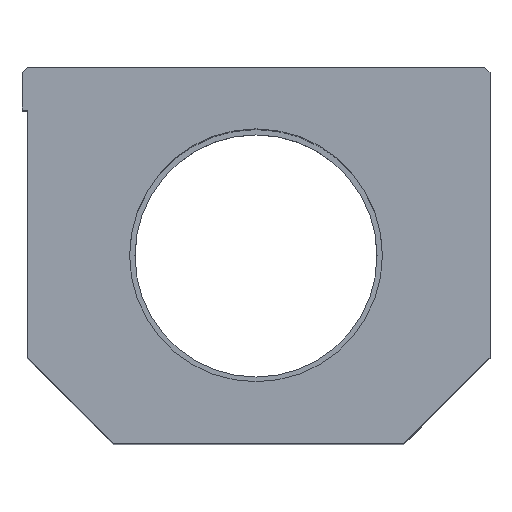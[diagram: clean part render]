
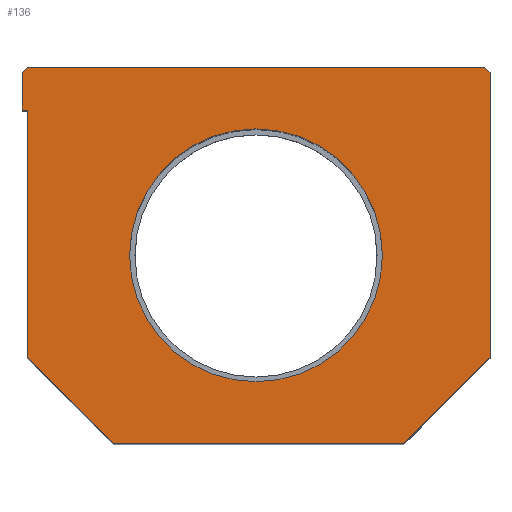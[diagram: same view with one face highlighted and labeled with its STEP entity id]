
A CAD part, top view. The second image highlights one B-rep face of the part: STEP entity #136.
In plain terms, the highlighted planar face has unit normal (0, 0, 1).
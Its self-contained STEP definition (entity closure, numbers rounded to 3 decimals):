
#136 = ADVANCED_FACE( '', ( #276, #277 ), #278, .T. );
#276 = FACE_BOUND( '', #419, .T. );
#277 = FACE_OUTER_BOUND( '', #420, .T. );
#278 = PLANE( '', #421 );
#419 = EDGE_LOOP( '', ( #884, #885 ) );
#420 = EDGE_LOOP( '', ( #886, #887, #888, #889, #890, #891, #892, #893, #894, #895 ) );
#421 = AXIS2_PLACEMENT_3D( '', #896, #897, #898 );
#884 = ORIENTED_EDGE( '', *, *, #1045, .T. );
#885 = ORIENTED_EDGE( '', *, *, #915, .T. );
#886 = ORIENTED_EDGE( '', *, *, #1046, .F. );
#887 = ORIENTED_EDGE( '', *, *, #1062, .F. );
#888 = ORIENTED_EDGE( '', *, *, #1059, .F. );
#889 = ORIENTED_EDGE( '', *, *, #1026, .F. );
#890 = ORIENTED_EDGE( '', *, *, #1031, .F. );
#891 = ORIENTED_EDGE( '', *, *, #1055, .F. );
#892 = ORIENTED_EDGE( '', *, *, #1020, .F. );
#893 = ORIENTED_EDGE( '', *, *, #1024, .F. );
#894 = ORIENTED_EDGE( '', *, *, #1053, .F. );
#895 = ORIENTED_EDGE( '', *, *, #1050, .F. );
#896 = CARTESIAN_POINT( '', ( 0., 0., 152. ) );
#897 = DIRECTION( '', ( 0., 0., 1. ) );
#898 = DIRECTION( '', ( 1., 0., 0. ) );
#915 = EDGE_CURVE( '', #1067, #1064, #1068, .T. );
#1020 = EDGE_CURVE( '', #1249, #1251, #1252, .T. );
#1024 = EDGE_CURVE( '', #1256, #1249, #1258, .T. );
#1026 = EDGE_CURVE( '', #1259, #1261, #1262, .T. );
#1031 = EDGE_CURVE( '', #1268, #1259, #1270, .T. );
#1045 = EDGE_CURVE( '', #1064, #1067, #1284, .T. );
#1046 = EDGE_CURVE( '', #1285, #1286, #1287, .T. );
#1050 = EDGE_CURVE( '', #1286, #1293, #1294, .T. );
#1053 = EDGE_CURVE( '', #1293, #1256, #1298, .T. );
#1055 = EDGE_CURVE( '', #1251, #1268, #1300, .T. );
#1059 = EDGE_CURVE( '', #1261, #1305, #1306, .T. );
#1062 = EDGE_CURVE( '', #1305, #1285, #1310, .T. );
#1064 = VERTEX_POINT( '', #1312 );
#1067 = VERTEX_POINT( '', #1316 );
#1068 = CIRCLE( '', #1317, 23.5 );
#1249 = VERTEX_POINT( '', #1608 );
#1251 = VERTEX_POINT( '', #1611 );
#1252 = LINE( '', #1612, #1613 );
#1256 = VERTEX_POINT( '', #1619 );
#1258 = LINE( '', #1622, #1623 );
#1259 = VERTEX_POINT( '', #1624 );
#1261 = VERTEX_POINT( '', #1627 );
#1262 = LINE( '', #1628, #1629 );
#1268 = VERTEX_POINT( '', #1638 );
#1270 = LINE( '', #1641, #1642 );
#1284 = CIRCLE( '', #1656, 23.5 );
#1285 = VERTEX_POINT( '', #1657 );
#1286 = VERTEX_POINT( '', #1658 );
#1287 = LINE( '', #1659, #1660 );
#1293 = VERTEX_POINT( '', #1669 );
#1294 = LINE( '', #1670, #1671 );
#1298 = LINE( '', #1677, #1678 );
#1300 = LINE( '', #1681, #1682 );
#1305 = VERTEX_POINT( '', #1690 );
#1306 = LINE( '', #1691, #1692 );
#1310 = LINE( '', #1698, #1699 );
#1312 = CARTESIAN_POINT( '', ( 0., 58.5, 152. ) );
#1316 = CARTESIAN_POINT( '', ( 0., 11.5, 152. ) );
#1317 = AXIS2_PLACEMENT_3D( '', #1703, #1704, #1705 );
#1608 = CARTESIAN_POINT( '', ( 43.5, 16., 152. ) );
#1611 = CARTESIAN_POINT( '', ( 27.5, 0., 152. ) );
#1612 = CARTESIAN_POINT( '', ( 27.5, 0., 152. ) );
#1613 = VECTOR( '', #1906, 1. );
#1619 = CARTESIAN_POINT( '', ( 43.5, 69., 152. ) );
#1622 = CARTESIAN_POINT( '', ( 43.5, 16., 152. ) );
#1623 = VECTOR( '', #1910, 1. );
#1624 = CARTESIAN_POINT( '', ( -42.5, 16., 152. ) );
#1627 = CARTESIAN_POINT( '', ( -42.5, 62., 152. ) );
#1628 = CARTESIAN_POINT( '', ( -42.5, 62., 152. ) );
#1629 = VECTOR( '', #1912, 1. );
#1638 = CARTESIAN_POINT( '', ( -26.5, 0., 152. ) );
#1641 = CARTESIAN_POINT( '', ( -42.5, 16., 152. ) );
#1642 = VECTOR( '', #1917, 1. );
#1656 = AXIS2_PLACEMENT_3D( '', #1957, #1958, #1959 );
#1657 = CARTESIAN_POINT( '', ( -43.5, 69., 152. ) );
#1658 = CARTESIAN_POINT( '', ( -42.5, 70., 152. ) );
#1659 = CARTESIAN_POINT( '', ( -42.5, 70., 152. ) );
#1660 = VECTOR( '', #1960, 1. );
#1669 = CARTESIAN_POINT( '', ( 42.5, 70., 152. ) );
#1670 = CARTESIAN_POINT( '', ( 42.5, 70., 152. ) );
#1671 = VECTOR( '', #1964, 1. );
#1677 = CARTESIAN_POINT( '', ( 43.5, 69., 152. ) );
#1678 = VECTOR( '', #1967, 1. );
#1681 = CARTESIAN_POINT( '', ( -26.5, 0., 152. ) );
#1682 = VECTOR( '', #1969, 1. );
#1690 = CARTESIAN_POINT( '', ( -43.5, 62., 152. ) );
#1691 = CARTESIAN_POINT( '', ( -43.5, 62., 152. ) );
#1692 = VECTOR( '', #1973, 1. );
#1698 = CARTESIAN_POINT( '', ( -43.5, 69., 152. ) );
#1699 = VECTOR( '', #1976, 1. );
#1703 = CARTESIAN_POINT( '', ( 0., 35., 152. ) );
#1704 = DIRECTION( '', ( 0., 0., -1. ) );
#1705 = DIRECTION( '', ( 0., 1., 0. ) );
#1906 = DIRECTION( '', ( -0.707, -0.707, 0. ) );
#1910 = DIRECTION( '', ( 0., -1., 0. ) );
#1912 = DIRECTION( '', ( 0., 1., 0. ) );
#1917 = DIRECTION( '', ( -0.707, 0.707, 0. ) );
#1957 = CARTESIAN_POINT( '', ( 0., 35., 152. ) );
#1958 = DIRECTION( '', ( 0., 0., -1. ) );
#1959 = DIRECTION( '', ( 0., 1., 0. ) );
#1960 = DIRECTION( '', ( 0.707, 0.707, 0. ) );
#1964 = DIRECTION( '', ( 1., 0., 0. ) );
#1967 = DIRECTION( '', ( 0.707, -0.707, 0. ) );
#1969 = DIRECTION( '', ( -1., 0., 0. ) );
#1973 = DIRECTION( '', ( -1., 0., 0. ) );
#1976 = DIRECTION( '', ( 0., 1., 0. ) );
